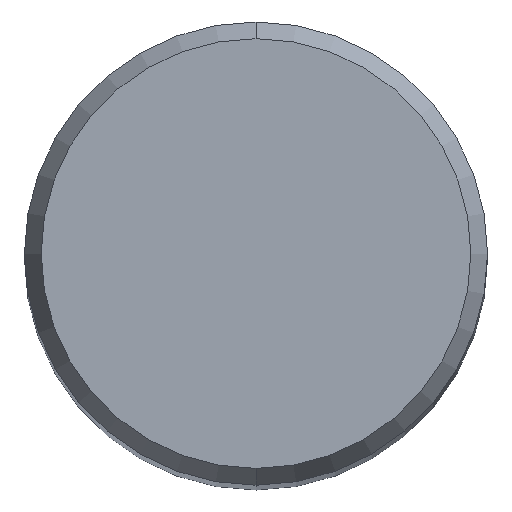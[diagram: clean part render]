
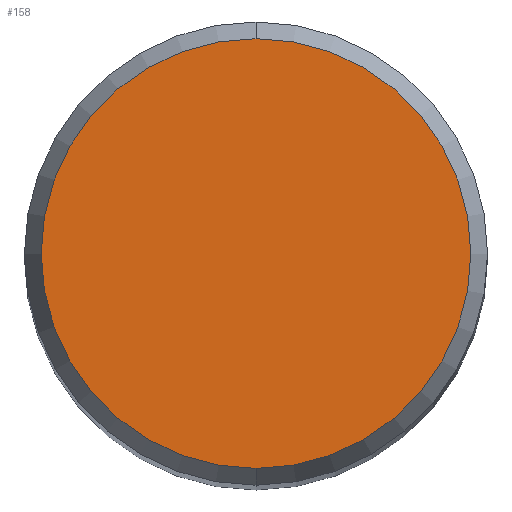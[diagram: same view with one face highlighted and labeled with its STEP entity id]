
A CAD part, top view. The second image highlights one B-rep face of the part: STEP entity #158.
In plain terms, the highlighted planar face has unit normal (0, 0, 1).
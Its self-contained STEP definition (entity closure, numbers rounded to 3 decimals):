
#136=EDGE_CURVE('',#188,#250,#317,.T.);
#158=ADVANCED_FACE('',(#342),#343,.T.);
#188=VERTEX_POINT('',#376);
#204=EDGE_CURVE('',#250,#188,#394,.T.);
#250=VERTEX_POINT('',#445);
#317=CIRCLE('',#517,8.837);
#342=FACE_OUTER_BOUND('',#553,.T.);
#343=PLANE('',#554);
#376=CARTESIAN_POINT('',(0.0,8.837,0.));
#394=CIRCLE('',#618,8.837);
#445=CARTESIAN_POINT('',(0.,-8.837,0.));
#517=AXIS2_PLACEMENT_3D('',#758,#759,#760);
#553=EDGE_LOOP('',(#799,#800));
#554=AXIS2_PLACEMENT_3D('',#801,#802,#803);
#618=AXIS2_PLACEMENT_3D('',#869,#870,#871);
#758=CARTESIAN_POINT('',(0.0,0.0,0.));
#759=DIRECTION('',(0.0,0.0,-1.0));
#760=DIRECTION('',(0.0,1.0,0.0));
#799=ORIENTED_EDGE('',*,*,#136,.F.);
#800=ORIENTED_EDGE('',*,*,#204,.F.);
#801=CARTESIAN_POINT('',(0.0,4.419,0.));
#802=DIRECTION('',(-0.0,0.0,1.0));
#803=DIRECTION('',(0.0,-1.0,0.0));
#869=CARTESIAN_POINT('',(0.0,0.0,0.));
#870=DIRECTION('',(0.0,0.0,-1.0));
#871=DIRECTION('',(0.0,1.0,0.0));
